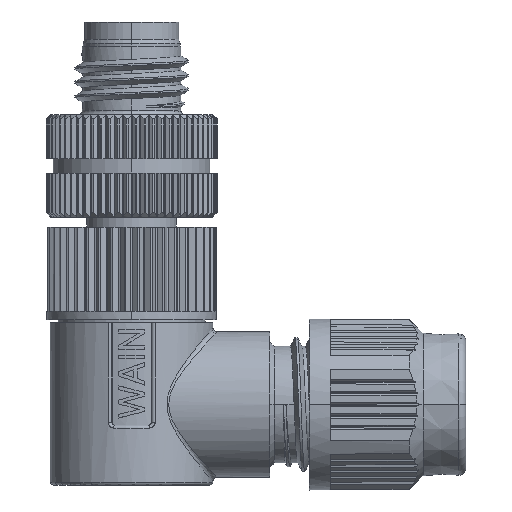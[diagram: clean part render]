
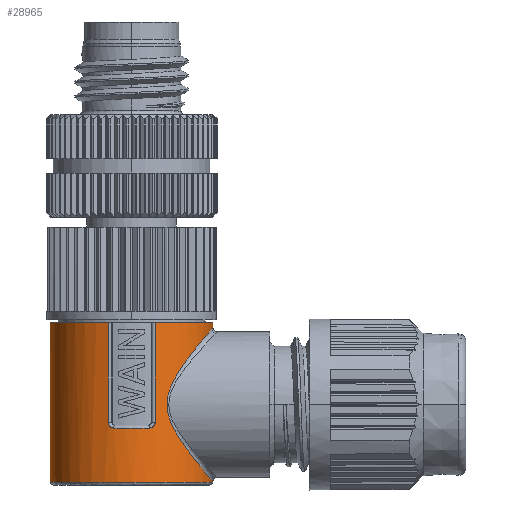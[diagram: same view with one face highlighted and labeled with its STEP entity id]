
A CAD part, left-side view. The second image highlights one B-rep face of the part: STEP entity #28965.
In plain terms, the highlighted cylindrical face has radius 5.7 mm (diameter 11.4 mm), a partial arc.
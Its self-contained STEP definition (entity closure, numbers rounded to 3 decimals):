
#6769=CARTESIAN_POINT('',(0.,0.,-6.7));
#6770=DIRECTION('',(0.,0.,-1.));
#6771=DIRECTION('',(-0.957,0.289,0.));
#6772=AXIS2_PLACEMENT_3D('',#6769,#6770,#6771);
#6812=CARTESIAN_POINT('',(0.,0.,-6.7));
#6813=DIRECTION('',(0.,0.,-1.));
#6814=DIRECTION('',(0.,-1.,0.));
#6815=AXIS2_PLACEMENT_3D('',#6812,#6813,#6814);
#7060=DIRECTION('',(0.,0.,-1.));
#7061=VECTOR('',#7060,7.);
#7062=CARTESIAN_POINT('',(-5.456,1.649,-6.7));
#7063=LINE('',#7062,#7061);
#7064=CARTESIAN_POINT('',(-5.456,1.649,-13.7));
#7065=CARTESIAN_POINT('',(-5.456,1.649,
-13.747));
#7066=CARTESIAN_POINT('',(-5.461,1.633,
-13.833));
#7067=CARTESIAN_POINT('',(-5.477,1.578,
-13.94));
#7068=CARTESIAN_POINT('',(-5.503,1.489,
-14.029));
#7069=CARTESIAN_POINT('',(-5.532,1.375,
-14.087));
#7070=CARTESIAN_POINT('',(-5.552,1.292,
-14.1));
#7071=CARTESIAN_POINT('',(-5.562,1.249,
-14.1));
#7073=CARTESIAN_POINT('',(-5.562,-1.249,
-14.1));
#7074=CARTESIAN_POINT('',(-5.551,-1.298,
-14.1));
#7075=CARTESIAN_POINT('',(-5.529,-1.387,
-14.082));
#7076=CARTESIAN_POINT('',(-5.502,-1.489,
-14.03));
#7077=CARTESIAN_POINT('',(-5.475,-1.588,
-13.927));
#7078=CARTESIAN_POINT('',(-5.461,-1.635,
-13.826));
#7079=CARTESIAN_POINT('',(-5.456,-1.649,
-13.744));
#7080=CARTESIAN_POINT('',(-5.456,-1.649,
-13.7));
#7082=DIRECTION('',(0.,0.,1.));
#7083=VECTOR('',#7082,7.);
#7084=CARTESIAN_POINT('',(-5.456,-1.649,
-13.7));
#7085=LINE('',#7084,#7083);
#7086=CARTESIAN_POINT('',(0.,-5.7,-17.85));
#7087=CARTESIAN_POINT('',(-0.119,-5.7,
-17.85));
#7088=CARTESIAN_POINT('',(-0.36,-5.692,
-17.841));
#7089=CARTESIAN_POINT('',(-0.725,-5.658,
-17.8));
#7090=CARTESIAN_POINT('',(-1.094,-5.598,
-17.731));
#7091=CARTESIAN_POINT('',(-1.464,-5.513,
-17.631));
#7092=CARTESIAN_POINT('',(-1.833,-5.402,
-17.499));
#7093=CARTESIAN_POINT('',(-2.203,-5.262,
-17.333));
#7094=CARTESIAN_POINT('',(-2.572,-5.092,
-17.129));
#7095=CARTESIAN_POINT('',(-2.938,-4.89,
-16.885));
#7096=CARTESIAN_POINT('',(-3.297,-4.656,
-16.596));
#7097=CARTESIAN_POINT('',(-3.644,-4.39,
-16.262));
#7098=CARTESIAN_POINT('',(-3.975,-4.093,
-15.877));
#7099=CARTESIAN_POINT('',(-4.273,-3.78,
-15.453));
#7100=CARTESIAN_POINT('',(-4.527,-3.471,
-15.007));
#7101=CARTESIAN_POINT('',(-4.722,-3.197,
-14.577));
#7102=CARTESIAN_POINT('',(-4.866,-2.971,
-14.175));
#7103=CARTESIAN_POINT('',(-4.97,-2.793,
-13.805));
#7104=CARTESIAN_POINT('',(-5.042,-2.66,
-13.466));
#7105=CARTESIAN_POINT('',(-5.089,-2.568,
-13.155));
#7106=CARTESIAN_POINT('',(-5.117,-2.511,
-12.866));
#7107=CARTESIAN_POINT('',(-5.13,-2.484,
-12.592));
#7108=CARTESIAN_POINT('',(-5.131,-2.483,
-12.323));
#7109=CARTESIAN_POINT('',(-5.118,-2.509,
-12.05));
#7110=CARTESIAN_POINT('',(-5.091,-2.564,
-11.764));
#7111=CARTESIAN_POINT('',(-5.045,-2.653,
-11.455));
#7112=CARTESIAN_POINT('',(-4.975,-2.783,
-11.117));
#7113=CARTESIAN_POINT('',(-4.873,-2.96,
-10.747));
#7114=CARTESIAN_POINT('',(-4.73,-3.185,
-10.344));
#7115=CARTESIAN_POINT('',(-4.533,-3.463,
-9.904));
#7116=CARTESIAN_POINT('',(-4.276,-3.777,
-9.45));
#7117=CARTESIAN_POINT('',(-3.974,-4.094,
-9.021));
#7118=CARTESIAN_POINT('',(-3.645,-4.39,
-8.639));
#7119=CARTESIAN_POINT('',(-3.297,-4.656,
-8.304));
#7120=CARTESIAN_POINT('',(-2.938,-4.891,
-8.015));
#7121=CARTESIAN_POINT('',(-2.572,-5.092,
-7.77));
#7122=CARTESIAN_POINT('',(-2.203,-5.262,
-7.567));
#7123=CARTESIAN_POINT('',(-1.833,-5.402,
-7.401));
#7124=CARTESIAN_POINT('',(-1.463,-5.513,
-7.269));
#7125=CARTESIAN_POINT('',(-1.093,-5.598,
-7.169));
#7126=CARTESIAN_POINT('',(-0.725,-5.658,
-7.1));
#7127=CARTESIAN_POINT('',(-0.36,-5.692,
-7.059));
#7128=CARTESIAN_POINT('',(-0.12,-5.7,
-7.05));
#7129=CARTESIAN_POINT('',(0.,-5.7,-7.05));
#7188=DIRECTION('',(0.,0.,1.));
#7189=VECTOR('',#7188,0.35);
#7190=CARTESIAN_POINT('',(0.,-5.7,-7.05));
#7191=LINE('',#7190,#7189);
#7218=DIRECTION('',(0.,0.,-1.));
#7219=VECTOR('',#7218,11.2);
#7220=CARTESIAN_POINT('',(0.,5.7,-6.7));
#7221=LINE('',#7220,#7219);
#7222=DIRECTION('',(0.,0.,1.));
#7223=VECTOR('',#7222,0.05);
#7224=CARTESIAN_POINT('',(0.,-5.7,-17.9));
#7225=LINE('',#7224,#7223);
#8169=CARTESIAN_POINT('',(0.,0.,-17.9));
#8170=DIRECTION('',(0.,0.,1.));
#8171=DIRECTION('',(0.,1.,0.));
#8172=AXIS2_PLACEMENT_3D('',#8169,#8170,#8171);
#8174=CARTESIAN_POINT('',(0.,0.,-17.9));
#8175=DIRECTION('',(0.,0.,1.));
#8176=DIRECTION('',(-0.009,1.,0.));
#8177=AXIS2_PLACEMENT_3D('',#8174,#8175,#8176);
#11039=CARTESIAN_POINT('',(0.,0.,-14.1));
#11040=DIRECTION('',(0.,0.,-1.));
#11041=DIRECTION('',(-0.976,-0.219,0.));
#11042=AXIS2_PLACEMENT_3D('',#11039,#11040,#11041);
#20264=CARTESIAN_POINT('',(-5.456,1.649,-6.7));
#20266=VERTEX_POINT('',#20264);
#20267=CARTESIAN_POINT('',(0.,5.7,-6.7));
#20268=VERTEX_POINT('',#20267);
#20283=CARTESIAN_POINT('',(0.,-5.7,-6.7));
#20284=VERTEX_POINT('',#20283);
#20285=CARTESIAN_POINT('',(-5.456,-1.649,-6.7));
#20286=VERTEX_POINT('',#20285);
#20297=CARTESIAN_POINT('',(-5.456,1.649,
-13.7));
#20298=VERTEX_POINT('',#20297);
#20436=VERTEX_POINT('',#7071);
#20437=VERTEX_POINT('',#7086);
#20438=VERTEX_POINT('',#7129);
#20439=CARTESIAN_POINT('',(0.,-5.7,-17.9));
#20440=VERTEX_POINT('',#20439);
#20441=CARTESIAN_POINT('',(-0.052,5.7,-17.9));
#20442=VERTEX_POINT('',#20441);
#20443=CARTESIAN_POINT('',(0.,5.7,-17.9));
#20444=VERTEX_POINT('',#20443);
#20445=CARTESIAN_POINT('',(-5.562,-1.249,-14.1));
#20446=VERTEX_POINT('',#20445);
#20447=VERTEX_POINT('',#7080);
#28936=CARTESIAN_POINT('',(0.,0.,-13.9));
#28937=DIRECTION('',(0.,0.,-1.));
#28938=DIRECTION('',(0.,1.,0.));
#28939=AXIS2_PLACEMENT_3D('',#28936,#28937,#28938);
#28940=CYLINDRICAL_SURFACE('',#28939,5.7);
#28942=ORIENTED_EDGE('',*,*,#28941,.F.);
#28944=ORIENTED_EDGE('',*,*,#28943,.F.);
#28946=ORIENTED_EDGE('',*,*,#28945,.F.);
#28948=ORIENTED_EDGE('',*,*,#28947,.F.);
#28950=ORIENTED_EDGE('',*,*,#28949,.F.);
#28951=ORIENTED_EDGE('',*,*,#28704,.F.);
#28952=ORIENTED_EDGE('',*,*,#28753,.T.);
#28953=ORIENTED_EDGE('',*,*,#28927,.T.);
#28955=ORIENTED_EDGE('',*,*,#28954,.F.);
#28957=ORIENTED_EDGE('',*,*,#28956,.T.);
#28959=ORIENTED_EDGE('',*,*,#28958,.T.);
#28960=ORIENTED_EDGE('',*,*,#28722,.F.);
#28962=ORIENTED_EDGE('',*,*,#28961,.F.);
#28963=EDGE_LOOP('',(#28942,#28944,#28946,#28948,#28950,#28951,#28952,#28953,
#28955,#28957,#28959,#28960,#28962));
#28964=FACE_OUTER_BOUND('',#28963,.F.);
#28965=ADVANCED_FACE('',(#28964),#28940,.T.);
#6773=CIRCLE('',#6772,5.7);
#6816=CIRCLE('',#6815,5.7);
#7072=B_SPLINE_CURVE_WITH_KNOTS('',3,(#7064,#7065,#7066,#7067,#7068,#7069,#7070,
#7071),.UNSPECIFIED.,.F.,.F.,(4,1,1,1,1,4),(0.,0.2,0.4,0.6,0.8,1.),
.UNSPECIFIED.);
#7081=B_SPLINE_CURVE_WITH_KNOTS('',3,(#7073,#7074,#7075,#7076,#7077,#7078,#7079,
#7080),.UNSPECIFIED.,.F.,.F.,(4,1,1,1,1,4),(0.,0.2,0.4,0.6,0.8,1.),
.UNSPECIFIED.);
#7130=B_SPLINE_CURVE_WITH_KNOTS('',3,(#7086,#7087,#7088,#7089,#7090,#7091,#7092,
#7093,#7094,#7095,#7096,#7097,#7098,#7099,#7100,#7101,#7102,#7103,#7104,#7105,
#7106,#7107,#7108,#7109,#7110,#7111,#7112,#7113,#7114,#7115,#7116,#7117,#7118,
#7119,#7120,#7121,#7122,#7123,#7124,#7125,#7126,#7127,#7128,#7129),
.UNSPECIFIED.,.F.,.F.,(4,1,1,1,1,1,1,1,1,1,1,1,1,1,1,1,1,1,1,1,1,1,1,1,1,1,1,1,
1,1,1,1,1,1,1,1,1,1,1,1,1,4),(0.,0.024,0.049,
0.073,0.098,0.122,0.146,
0.171,0.195,0.22,0.244,
0.268,0.293,0.317,0.341,
0.366,0.39,0.415,0.439,
0.463,0.488,0.512,0.537,
0.561,0.585,0.61,0.634,
0.659,0.683,0.707,0.732,
0.756,0.78,0.805,0.829,
0.854,0.878,0.902,0.927,
0.951,0.976,1.),.UNSPECIFIED.);
#8173=CIRCLE('',#8172,5.7);
#8178=CIRCLE('',#8177,5.7);
#11043=CIRCLE('',#11042,5.7);
#28704=EDGE_CURVE('',#20266,#20268,#6773,.T.);
#28722=EDGE_CURVE('',#20284,#20286,#6816,.T.);
#28753=EDGE_CURVE('',#20266,#20298,#7063,.T.);
#28927=EDGE_CURVE('',#20298,#20436,#7072,.T.);
#28941=EDGE_CURVE('',#20437,#20438,#7130,.T.);
#28943=EDGE_CURVE('',#20440,#20437,#7225,.T.);
#28945=EDGE_CURVE('',#20442,#20440,#8178,.T.);
#28947=EDGE_CURVE('',#20444,#20442,#8173,.T.);
#28949=EDGE_CURVE('',#20268,#20444,#7221,.T.);
#28954=EDGE_CURVE('',#20446,#20436,#11043,.T.);
#28956=EDGE_CURVE('',#20446,#20447,#7081,.T.);
#28958=EDGE_CURVE('',#20447,#20286,#7085,.T.);
#28961=EDGE_CURVE('',#20438,#20284,#7191,.T.);
